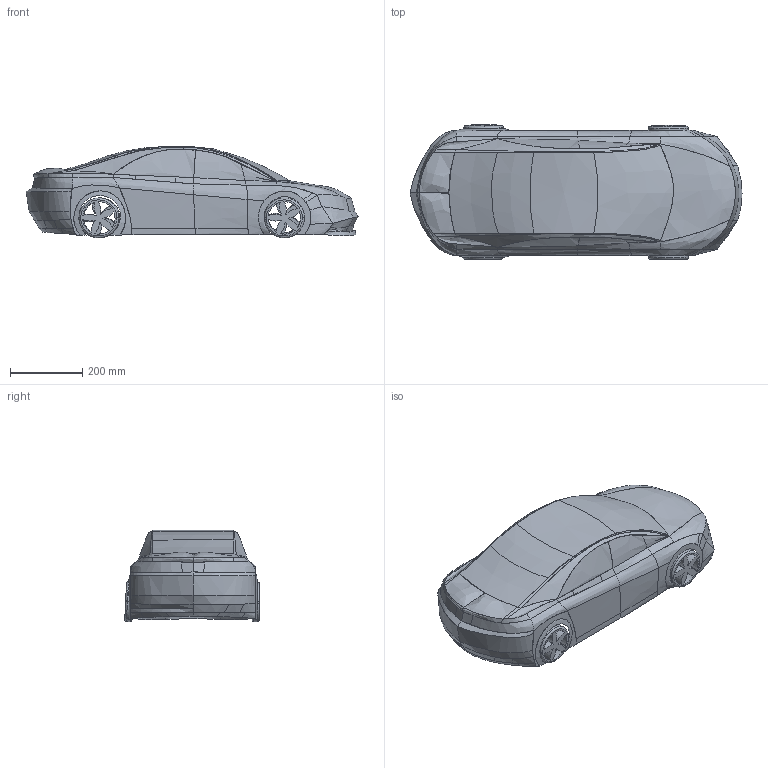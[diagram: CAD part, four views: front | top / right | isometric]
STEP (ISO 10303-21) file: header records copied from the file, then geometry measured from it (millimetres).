
FILE_DESCRIPTION(('CATIA V5 STEP Exchange'),'2;1');
FILE_NAME('CAR DESIGN CARCASSE + WHEELS.stp','2015-04-18T18:10:34+00:00',('none'),('none'),'CATIA Version 5 Release 20 GA (IN-10)','CATIA V5 STEP AP203','none');
FILE_SCHEMA(('CONFIG_CONTROL_DESIGN'));
Length unit declared in the file: millimetre
Products named in the file (1): Product1
Assembly tree (5 placements, depth 2):
  Product1
    #58
    #25426  x4
Bounding box: 919.39 x 372.51 x 253.71 mm (x, y, z)
Volume: 620374 mm3; surface area: 748364.9 mm2
Topology: 4 solids, 115 shells, 263 faces, 876 edges, 716 vertices
Faces by surface type: cylinder 116, bspline 111, torus 24, plane 12
Entity records: 26625 total; most frequent: CARTESIAN_POINT 23085, ORIENTED_EDGE 664, EDGE_CURVE 558, VERTEX_POINT 518, B_SPLINE_CURVE_WITH_KNOTS 453, DIRECTION 183, EDGE_LOOP 155, ADVANCED_FACE 149
